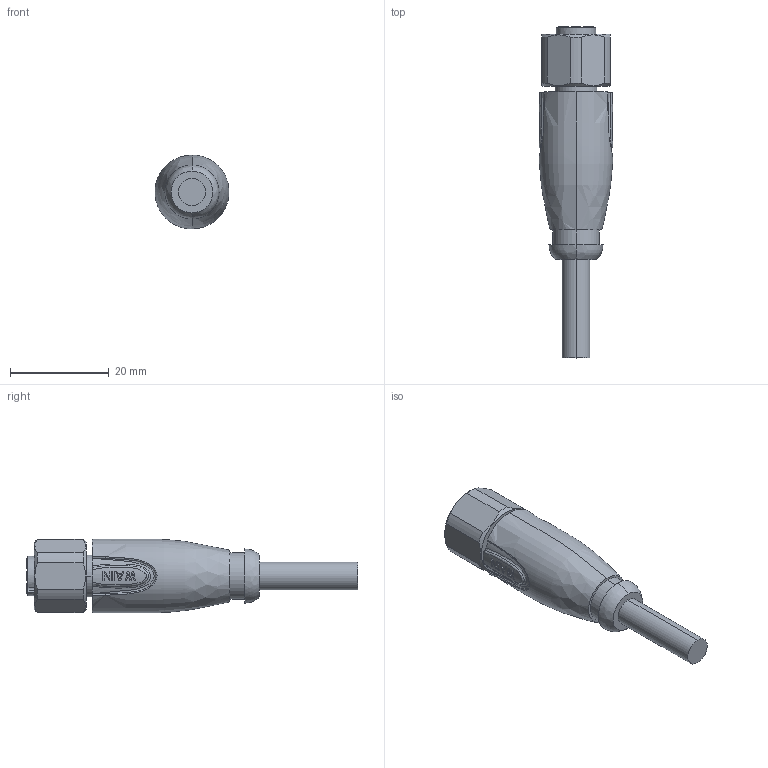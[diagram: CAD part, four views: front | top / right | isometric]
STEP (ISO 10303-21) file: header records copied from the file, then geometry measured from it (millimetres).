
FILE_DESCRIPTION((''),'2;1');
FILE_NAME('3','2017-08-02T',('ch.chen'),(''),'PRO/ENGINEER BY PARAMETRIC TECHNOLOGY CORPORATION, 2012480','PRO/ENGINEER BY PARAMETRIC TECHNOLOGY CORPORATION, 2012480','');
FILE_SCHEMA(('AUTOMOTIVE_DESIGN { 1 0 10303 214 1 1 1 1 }'));
Length unit declared in the file: millimetre
Products named in the file (1): 3
Bounding box: 15 x 67.4 x 15 mm (x, y, z)
Volume: 6702.2 mm3; surface area: 4256.2 mm2
Topology: 1 solids, 1 shells, 309 faces, 818 edges, 523 vertices
Faces by surface type: plane 132, cylinder 88, cone 40, bspline 21, revolution 16, torus 8, extrusion 4
Entity records: 16939 total; most frequent: CARTESIAN_POINT 8812, ORIENTED_EDGE 1616, DIRECTION 1293, EDGE_CURVE 808, VERTEX_POINT 523, AXIS2_PLACEMENT_3D 508, EDGE_LOOP 343, B_SPLINE_CURVE_WITH_KNOTS 331
